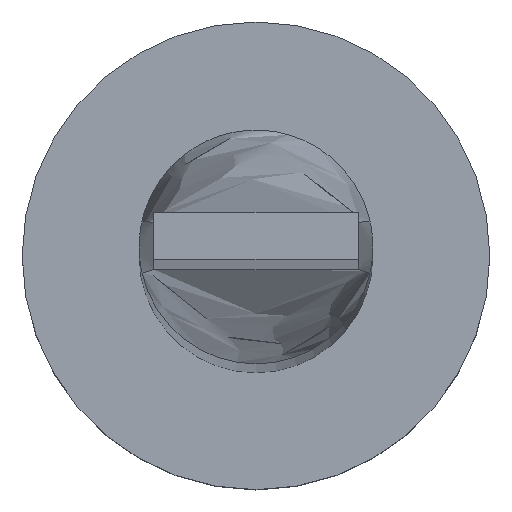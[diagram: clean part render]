
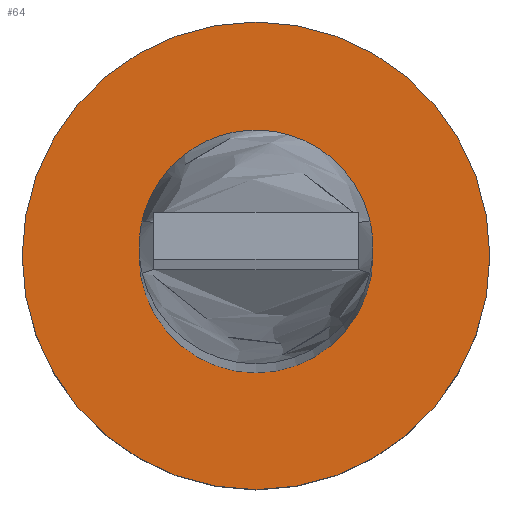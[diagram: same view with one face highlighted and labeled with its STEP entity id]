
A CAD part, top view. The second image highlights one B-rep face of the part: STEP entity #64.
In plain terms, the highlighted planar face has unit normal (0, 0, 1).
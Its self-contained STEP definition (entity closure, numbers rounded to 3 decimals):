
#11 = DIRECTION ( 'NONE',  ( 1., 0., 0. ) ) ;
#15 = AXIS2_PLACEMENT_3D ( 'NONE', #186, #125, #353 ) ;
#16 = CIRCLE ( 'NONE', #322, 4. ) ;
#40 = EDGE_CURVE ( 'NONE', #117, #81, #54, .T. ) ;
#41 = DIRECTION ( 'NONE',  ( 0., 0., 1. ) ) ;
#54 = CIRCLE ( 'NONE', #315, 4. ) ;
#55 = DIRECTION ( 'NONE',  ( 0., 0., 1. ) ) ;
#64 = ADVANCED_FACE ( 'NONE', ( #277, #452 ), #236, .T. ) ;
#81 = VERTEX_POINT ( 'NONE', #408 ) ;
#107 = CARTESIAN_POINT ( 'NONE',  ( -2., 0., 3. ) ) ;
#117 = VERTEX_POINT ( 'NONE', #539 ) ;
#125 = DIRECTION ( 'NONE',  ( 0., 0., 1. ) ) ;
#144 = ORIENTED_EDGE ( 'NONE', *, *, #379, .F. ) ;
#150 = VERTEX_POINT ( 'NONE', #184 ) ;
#173 = CARTESIAN_POINT ( 'NONE',  ( 0., 0., 3. ) ) ;
#184 = CARTESIAN_POINT ( 'NONE',  ( 2., 0., 3. ) ) ;
#186 = CARTESIAN_POINT ( 'NONE',  ( 0., 0., 3. ) ) ;
#197 = AXIS2_PLACEMENT_3D ( 'NONE', #238, #416, #11 ) ;
#225 = DIRECTION ( 'NONE',  ( 1., 0., 0. ) ) ;
#236 = PLANE ( 'NONE',  #15 ) ;
#238 = CARTESIAN_POINT ( 'NONE',  ( 0., 0., 3. ) ) ;
#254 = CARTESIAN_POINT ( 'NONE',  ( 0., 0., 3. ) ) ;
#277 = FACE_BOUND ( 'NONE', #458, .T. ) ;
#315 = AXIS2_PLACEMENT_3D ( 'NONE', #254, #431, #380 ) ;
#322 = AXIS2_PLACEMENT_3D ( 'NONE', #173, #41, #225 ) ;
#324 = DIRECTION ( 'NONE',  ( 1., 0., 0. ) ) ;
#340 = CIRCLE ( 'NONE', #197, 2. ) ;
#353 = DIRECTION ( 'NONE',  ( 1., 0., 0. ) ) ;
#379 = EDGE_CURVE ( 'NONE', #150, #392, #475, .T. ) ;
#380 = DIRECTION ( 'NONE',  ( 1., 0., 0. ) ) ;
#389 = EDGE_LOOP ( 'NONE', ( #556, #575 ) ) ;
#392 = VERTEX_POINT ( 'NONE', #107 ) ;
#394 = EDGE_CURVE ( 'NONE', #392, #150, #340, .T. ) ;
#408 = CARTESIAN_POINT ( 'NONE',  ( 4., 0., 3. ) ) ;
#416 = DIRECTION ( 'NONE',  ( 0., 0., 1. ) ) ;
#431 = DIRECTION ( 'NONE',  ( 0., 0., 1. ) ) ;
#452 = FACE_OUTER_BOUND ( 'NONE', #389, .T. ) ;
#458 = EDGE_LOOP ( 'NONE', ( #560, #144 ) ) ;
#475 = CIRCLE ( 'NONE', #526, 2. ) ;
#491 = EDGE_CURVE ( 'NONE', #81, #117, #16, .T. ) ;
#526 = AXIS2_PLACEMENT_3D ( 'NONE', #559, #55, #324 ) ;
#539 = CARTESIAN_POINT ( 'NONE',  ( -4., 0., 3. ) ) ;
#556 = ORIENTED_EDGE ( 'NONE', *, *, #40, .T. ) ;
#559 = CARTESIAN_POINT ( 'NONE',  ( 0., 0., 3. ) ) ;
#560 = ORIENTED_EDGE ( 'NONE', *, *, #394, .F. ) ;
#575 = ORIENTED_EDGE ( 'NONE', *, *, #491, .T. ) ;
